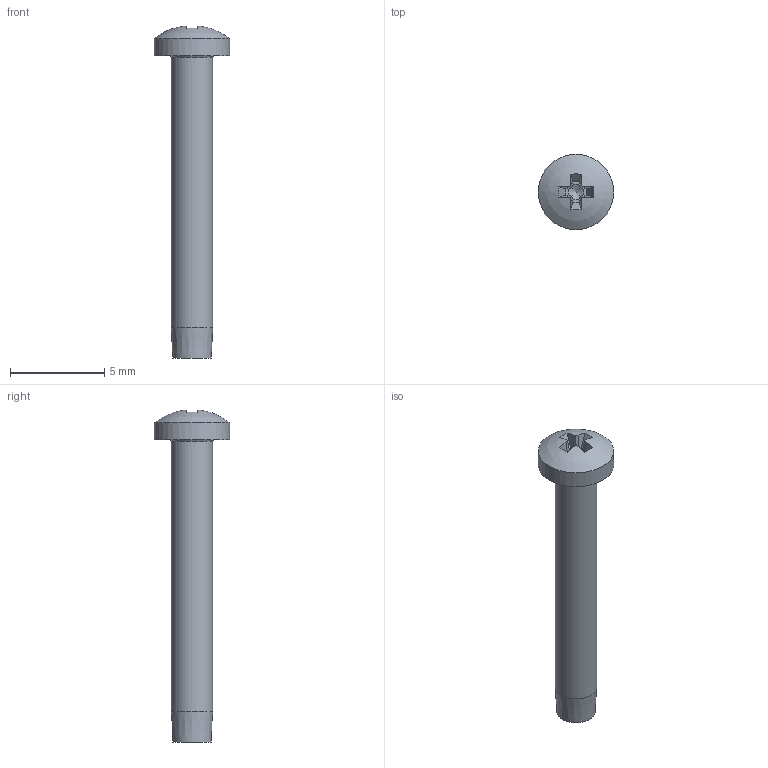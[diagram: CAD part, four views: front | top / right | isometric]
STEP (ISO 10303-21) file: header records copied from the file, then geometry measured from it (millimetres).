
FILE_DESCRIPTION(/* description */ (''),/* implementation_level */ '2;1');
FILE_NAME(/* name */ '5f8f31eeaa16520ecf0ab730',/* time_stamp */ '2020-10-20T18:52:31+00:00',/* author */ (''),/* organization */ (''),/* preprocessor_version */ 'ST-DEVELOPER v16.7',/* originating_system */ $,/* authorisation */ $);
FILE_SCHEMA (('AUTOMOTIVE_DESIGN {1 0 10303 214 3 1 1}'));
Length unit declared in the file: metre
Products named in the file (1): Cross recessed pan head tapping screw ST2.2x16
Bounding box: 4 x 4 x 17.57 mm (x, y, z)
Volume: 75 mm3; surface area: 151.5 mm2
Topology: 1 solids, 1 shells, 32 faces, 87 edges, 57 vertices
Faces by surface type: plane 26, cylinder 2, cone 2, sphere 1, torus 1
Full cylindrical faces by diameter (mm): 2.2 x1, 4 x1
Entity records: 1002 total; most frequent: CARTESIAN_POINT 190, DIRECTION 166, ORIENTED_EDGE 156, EDGE_CURVE 78, AXIS2_PLACEMENT_3D 63, VERTEX_POINT 55, LINE 40, VECTOR 40
